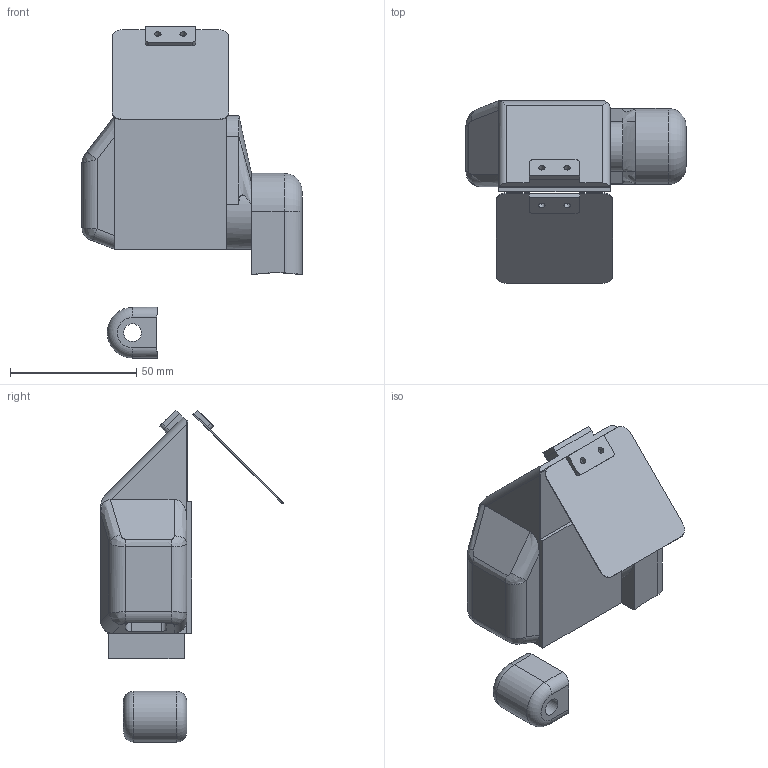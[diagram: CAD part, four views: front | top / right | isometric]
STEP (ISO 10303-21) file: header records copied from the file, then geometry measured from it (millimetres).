
FILE_DESCRIPTION(/* description */ (''),/* implementation_level */ '2;1');
FILE_NAME(/* name */ 'Scouter.step',/* time_stamp */ '2025-12-28T19:05:26+09:00',/* author */ (''),/* organization */ (''),/* preprocessor_version */ 'ST-DEVELOPER v20.1',/* originating_system */ 'Autodesk Translation Framework v14.21.0.0',/* authorisation */ '');
FILE_SCHEMA (('AUTOMOTIVE_DESIGN { 1 0 10303 214 3 1 1 }'));
Length unit declared in the file: millimetre
Products named in the file (1): 2025-10-09-20-41-54-578
Bounding box: 87 x 72.18 x 131.24 mm (x, y, z)
Volume: 74618.2 mm3; surface area: 54383 mm2
Topology: 11 solids, 11 shells, 212 faces, 510 edges, 331 vertices
Faces by surface type: plane 107, cylinder 86, bspline 12, sphere 4, torus 3
Full cylindrical faces by diameter (mm): 2.5 x16, 3 x4, 5 x1, 6 x4, 7 x2, 10 x1
Entity records: 7072 total; most frequent: CARTESIAN_POINT 1939, DIRECTION 1043, ORIENTED_EDGE 1020, EDGE_CURVE 510, AXIS2_PLACEMENT_3D 373, VERTEX_POINT 331, LINE 297, VECTOR 297
